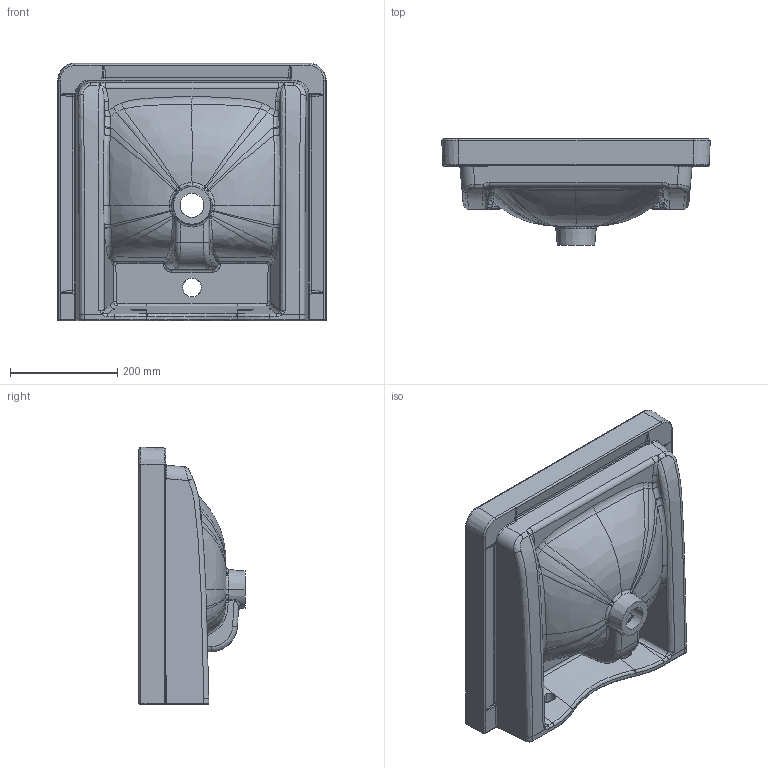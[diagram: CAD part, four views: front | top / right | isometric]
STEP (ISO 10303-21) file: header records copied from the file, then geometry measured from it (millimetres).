
FILE_DESCRIPTION((''),'2;1');
FILE_NAME('BBBB','2016-05-13T',('lu.wang'),(''),'PRO/ENGINEER BY PARAMETRIC TECHNOLOGY CORPORATION, 2010280','PRO/ENGINEER BY PARAMETRIC TECHNOLOGY CORPORATION, 2010280','');
FILE_SCHEMA(('CONFIG_CONTROL_DESIGN'));
Length unit declared in the file: millimetre
Products named in the file (1): BBBB
Bounding box: 499.75 x 197.5 x 479.87 mm (x, y, z)
Volume: 8722210.7 mm3; surface area: 885598 mm2
Topology: 1 solids, 1 shells, 421 faces, 981 edges, 561 vertices
Faces by surface type: bspline 300, cylinder 58, plane 34, torus 10, extrusion 7, sphere 6, cone 6
Entity records: 27319 total; most frequent: CARTESIAN_POINT 19819, ORIENTED_EDGE 1962, EDGE_CURVE 981, DIRECTION 921, B_SPLINE_CURVE_WITH_KNOTS 575, VERTEX_POINT 561, EDGE_LOOP 430, FACE_OUTER_BOUND 421
